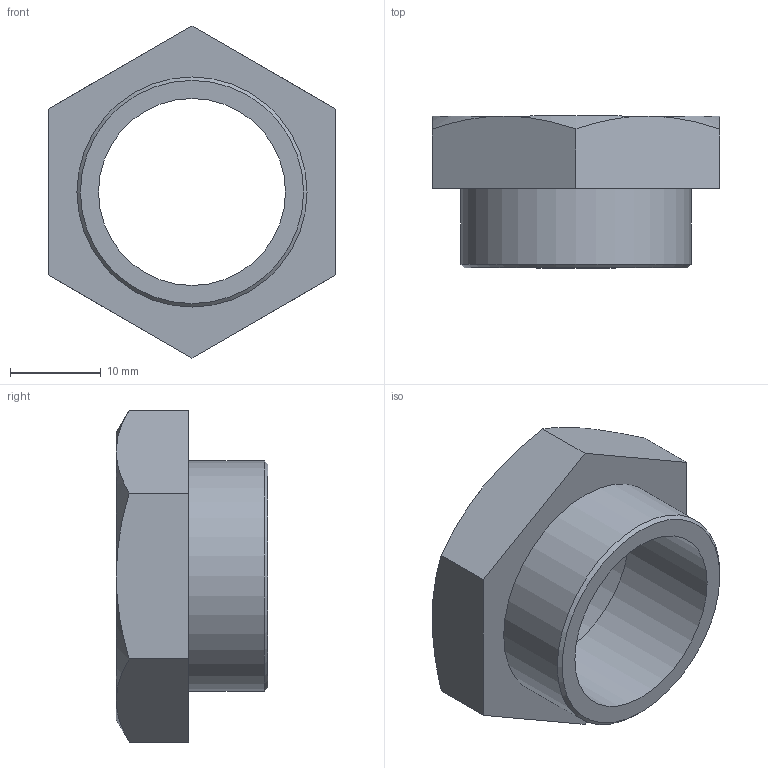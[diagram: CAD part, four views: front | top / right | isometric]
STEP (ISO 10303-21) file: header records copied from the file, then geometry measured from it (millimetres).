
FILE_DESCRIPTION(/* description */ ('C MOUNT BOLT'),/* implementation_level */ '2;1');
FILE_NAME(/* name */ 'FAB-P0052 - C-Mount Camera Bolt.stp',/* time_stamp */ '2020-02-10T11:55:33+00:00',/* author */ ('whgu0532'),/* organization */ (''),/* preprocessor_version */ 'ST-DEVELOPER v18',/* originating_system */ 'Autodesk Inventor 2020',/* authorisation */ '');
FILE_SCHEMA (('AUTOMOTIVE_DESIGN { 1 0 10303 214 3 1 1 }'));
Length unit declared in the file: millimetre
Products named in the file (1): FAB-P0052 - C-Mount Camera Bolt - V2
Bounding box: 31.75 x 16.74 x 36.66 mm (x, y, z)
Volume: 4829.2 mm3; surface area: 3759.8 mm2
Topology: 1 solids, 1 shells, 20 faces, 50 edges, 34 vertices
Faces by surface type: plane 10, cone 7, cylinder 3
Full cylindrical faces by diameter (mm): 20.65 x1, 25.4 x1, 26.29 x1
Entity records: 641 total; most frequent: CARTESIAN_POINT 129, ORIENTED_EDGE 100, DIRECTION 98, EDGE_CURVE 50, AXIS2_PLACEMENT_3D 39, VERTEX_POINT 34, EDGE_LOOP 24, FACE_OUTER_BOUND 20
